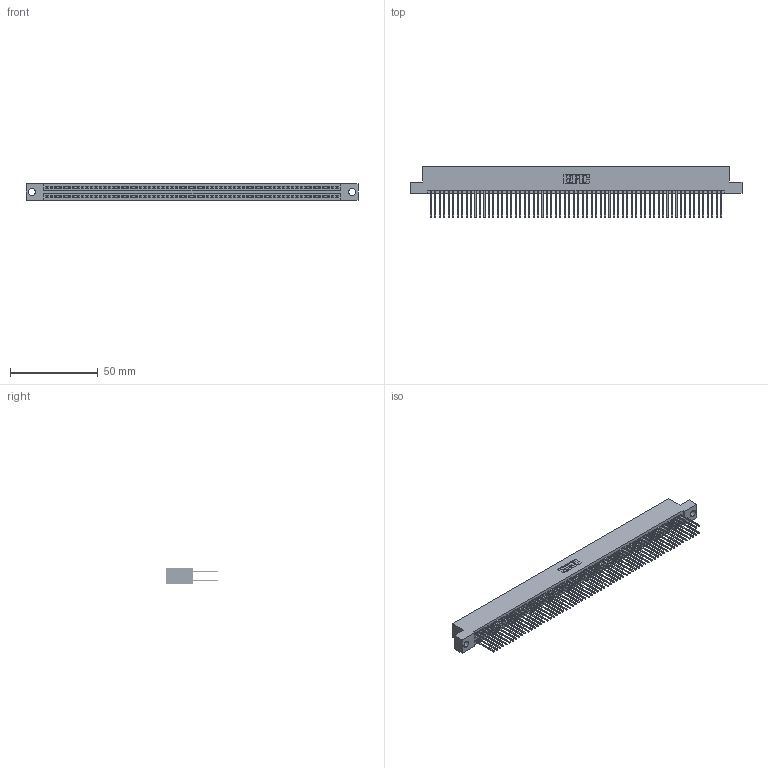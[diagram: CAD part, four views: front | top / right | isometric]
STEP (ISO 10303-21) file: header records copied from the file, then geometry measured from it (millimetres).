
FILE_DESCRIPTION (( 'STEP AP203' ), '1' );
FILE_NAME ('395-132-540-204.STEP', '2021-06-18T01:03:36', ( '' ), ( '' ), 'SwSTEP 2.0', 'SolidWorks 2020', '' );
FILE_SCHEMA (( 'CONFIG_CONTROL_DESIGN' ));
Length unit declared in the file: inch
Products named in the file (3): 345-292-001_345-293-140; 395-132-540-204; 345 Part_Flush Mounting Lugs - 0.156 Dia-TI
Assembly tree (133 placements, depth 2):
  395-132-540-204
    345 Part_Flush Mounting Lugs - 0.156 Dia-TI
    345-292-001_345-293-140  x132
Bounding box: 188.85 x 29.13 x 9.4 mm (x, y, z)
Volume: 18962.2 mm3; surface area: 30667.4 mm2
Topology: 133 solids, 133 shells, 6740 faces, 20045 edges, 13186 vertices
Faces by surface type: plane 4450, cylinder 2290
Entity records: 48991 total; most frequent: CARTESIAN_POINT 8194, ORIENTED_EDGE 8126, DIRECTION 7195, EDGE_CURVE 4063, LINE 3667, VECTOR 3667, VERTEX_POINT 2706, AXIS2_PLACEMENT_3D 1764
